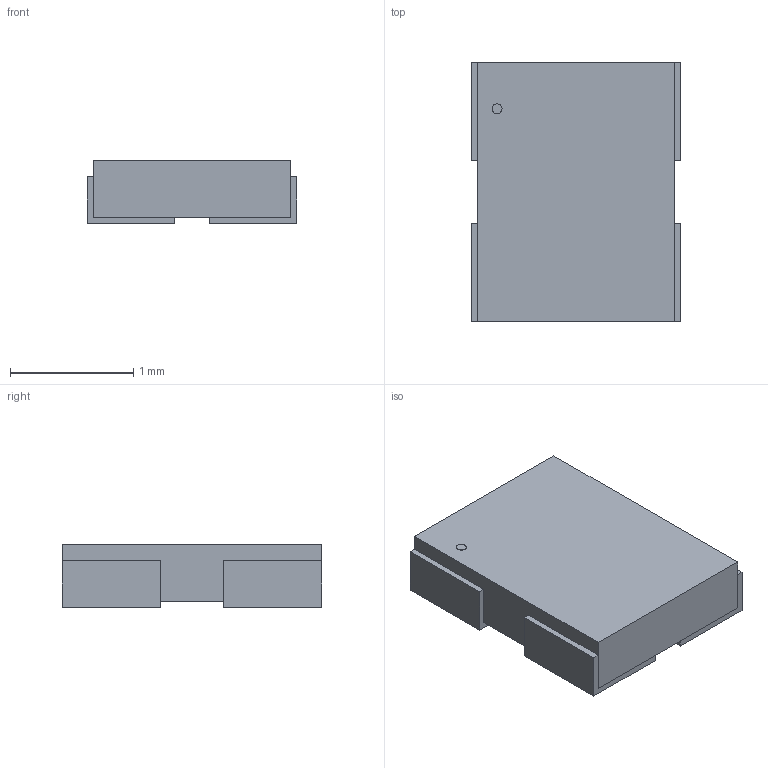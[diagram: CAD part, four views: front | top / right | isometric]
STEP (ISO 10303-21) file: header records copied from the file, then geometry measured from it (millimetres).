
FILE_DESCRIPTION(('STEP AP214'),'1');
FILE_NAME('ECX-1637B-SMD_ECS','2024-12-01T01:01:19',(''),(''),'','','');
FILE_SCHEMA(('AUTOMOTIVE_DESIGN'));
Length unit declared in the file: millimetre
Products named in the file (1): product
Bounding box: 1.7 x 2.11 x 0.51 mm (x, y, z)
Volume: 1.7 mm3; surface area: 17.5 mm2
Topology: 6 solids, 6 shells, 41 faces, 87 edges, 58 vertices
Faces by surface type: plane 40, cylinder 1
Full cylindrical faces by diameter (mm): 0.08 x1
Entity records: 1197 total; most frequent: DIRECTION 174, ORIENTED_EDGE 172, CARTESIAN_POINT 103, EDGE_CURVE 86, LINE 84, VECTOR 84, VERTEX_POINT 58, AXIS2_PLACEMENT_3D 45
